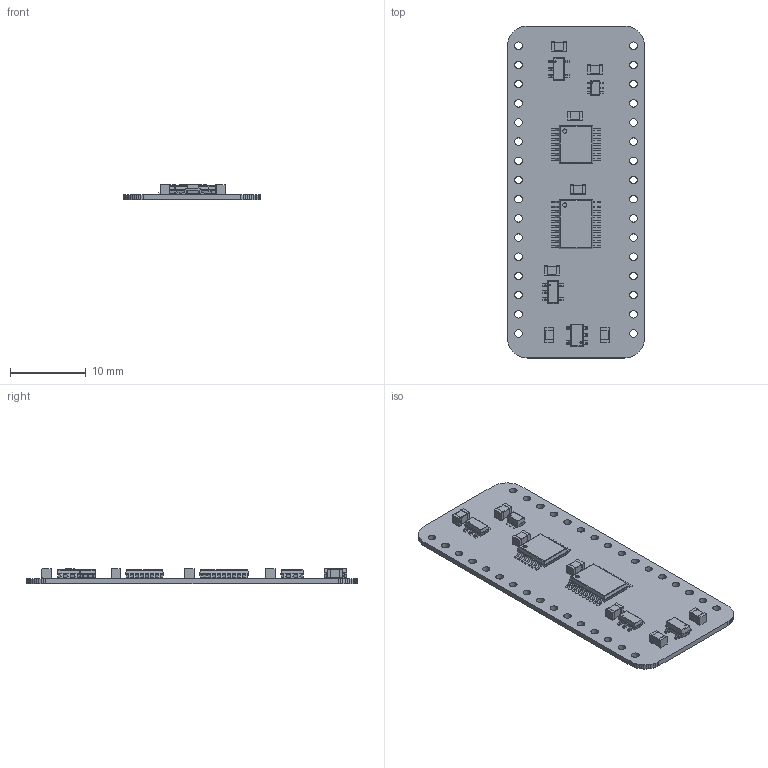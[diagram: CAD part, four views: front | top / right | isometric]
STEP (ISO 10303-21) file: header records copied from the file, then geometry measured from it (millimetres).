
FILE_DESCRIPTION(('KiCad electronic assembly'),'2;1');
FILE_NAME('Flags Enable Interrupt.step','2023-10-10T17:16:38',('Pcbnew') ,('Kicad'),'Open CASCADE STEP processor 7.6','KiCad to STEP converter' ,'Unknown');
FILE_SCHEMA(('AUTOMOTIVE_DESIGN { 1 0 10303 214 1 1 1 1 }'));
Length unit declared in the file: millimetre
Products named in the file (14): Flags Enable Interrupt 1; M74VHC1G126DTT1G; COMPOUND; 74LVC2G04GW-Q100H; C_0805_2012Metric; SOLID; 74LVC74APW,118; AP7365-33WG-7; 74LVC273PW,118; Flags Enable Interrupt PCB
Assembly tree (20 placements, depth 3):
  Flags Enable Interrupt 1
    M74VHC1G126DTT1G  x2
      COMPOUND
    74LVC2G04GW-Q100H
      COMPOUND
    C_0805_2012Metric  x7
      SOLID
    74LVC74APW,118
      COMPOUND
    AP7365-33WG-7
      COMPOUND
    74LVC273PW,118
      COMPOUND
    Flags Enable Interrupt PCB
Bounding box: 18.13 x 43.96 x 2.03 mm (x, y, z)
Volume: 609 mm3; surface area: 2023.4 mm2
Topology: 69 solids, 69 shells, 1145 faces, 2865 edges, 1878 vertices
Faces by surface type: plane 810, cylinder 335
Full cylindrical faces by diameter (mm): 0.156 x1, 0.188 x2, 0.2 x1, 0.55 x2, 1 x32
Entity records: 56851 total; most frequent: CARTESIAN_POINT 11030, DIRECTION 8605, LINE 5739, VECTOR 5739, ORIENTED_EDGE 4442, PCURVE 4442, DEFINITIONAL_REPRESENTATION 4442, EDGE_CURVE 2221
